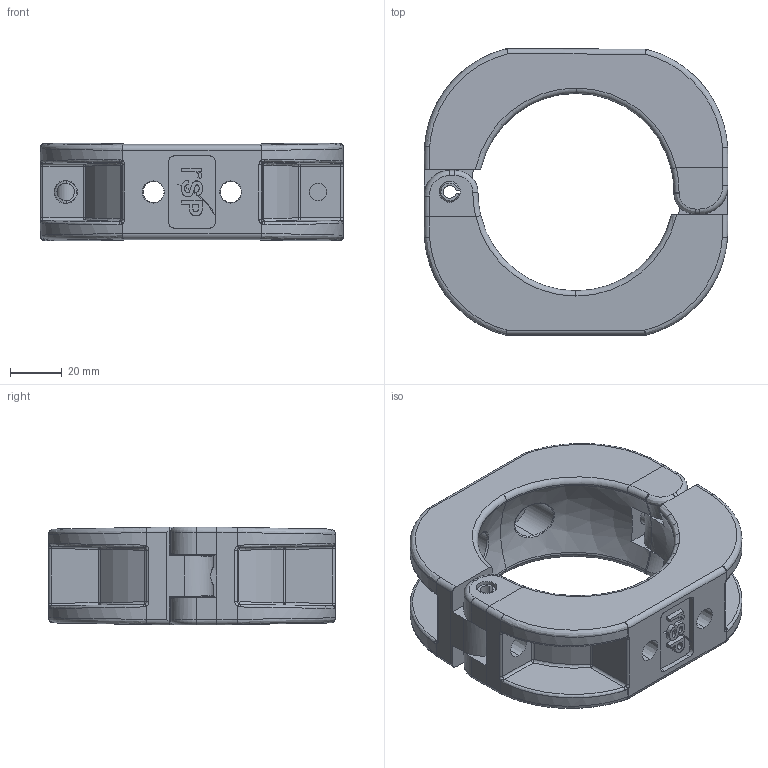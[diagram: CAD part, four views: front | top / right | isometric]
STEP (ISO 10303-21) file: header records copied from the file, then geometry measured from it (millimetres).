
FILE_DESCRIPTION (( 'STEP AP203' ), '1' );
FILE_NAME ('P8205.STEP', '2019-01-03T10:09:08', ( '' ), ( '' ), 'SwSTEP 2.0', 'SolidWorks 2017', '' );
FILE_SCHEMA (( 'CONFIG_CONTROL_DESIGN' ));
Length unit declared in the file: millimetre
Products named in the file (1): P8205
Bounding box: 118.04 x 111.31 x 38.03 mm (x, y, z)
Volume: 166202.7 mm3; surface area: 54881.1 mm2
Topology: 4 solids, 4 shells, 522 faces, 1319 edges, 783 vertices
Faces by surface type: bspline 162, plane 132, cylinder 131, sphere 36, torus 32, cone 29
Entity records: 24117 total; most frequent: CARTESIAN_POINT 13132, ORIENTED_EDGE 2566, DIRECTION 1895, EDGE_CURVE 1283, VERTEX_POINT 781, AXIS2_PLACEMENT_3D 741, EDGE_LOOP 558, FACE_OUTER_BOUND 522
